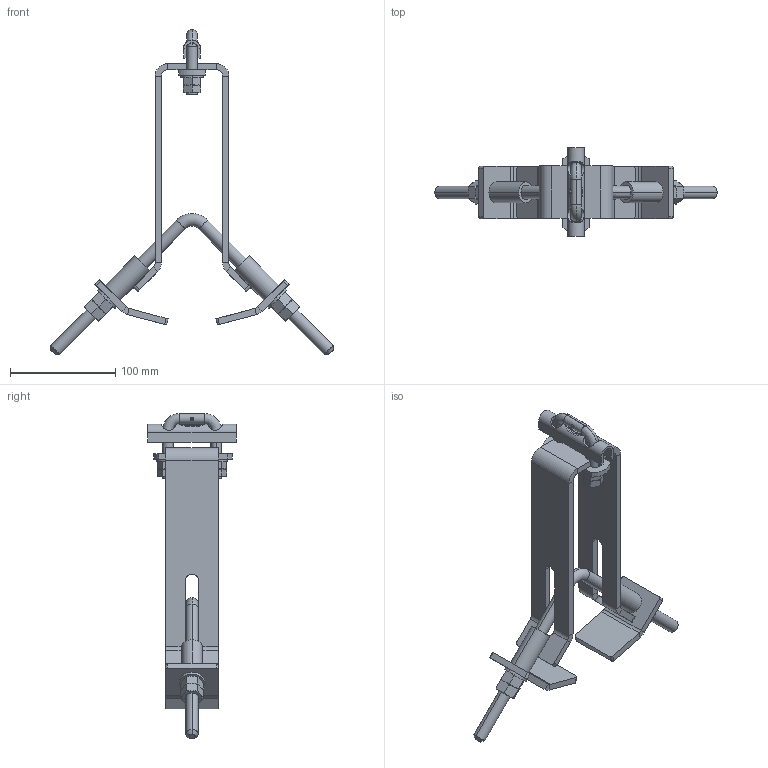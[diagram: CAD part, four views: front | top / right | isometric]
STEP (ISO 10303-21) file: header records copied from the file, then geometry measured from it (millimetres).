
FILE_DESCRIPTION (( 'STEP AP203' ), '1' );
FILE_NAME ('0544061000.STEP', '2026-02-18T11:56:06', ( '' ), ( '' ), 'SwSTEP 2.0', 'SolidWorks 2022', '' );
FILE_SCHEMA (( 'CONFIG_CONTROL_DESIGN' ));
Length unit declared in the file: millimetre
Products named in the file (1): 0544061000
Bounding box: 268.28 x 84 x 308.81 mm (x, y, z)
Surface area: 125496.1 mm2 (no closed solid volume)
Topology: 0 solids, 22 shells, 464 faces, 1053 edges, 630 vertices
Faces by surface type: plane 183, cone 120, cylinder 117, bspline 34, torus 6, sphere 4
Entity records: 16649 total; most frequent: CARTESIAN_POINT 6498, ORIENTED_EDGE 2102, DIRECTION 2061, EDGE_CURVE 1053, AXIS2_PLACEMENT_3D 827, VERTEX_POINT 630, EDGE_LOOP 507, FACE_OUTER_BOUND 464
